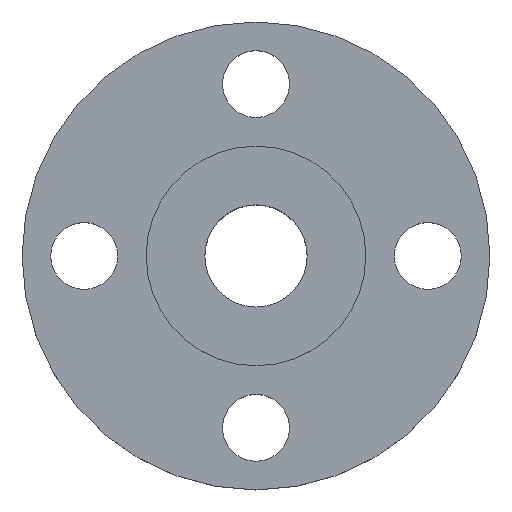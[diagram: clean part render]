
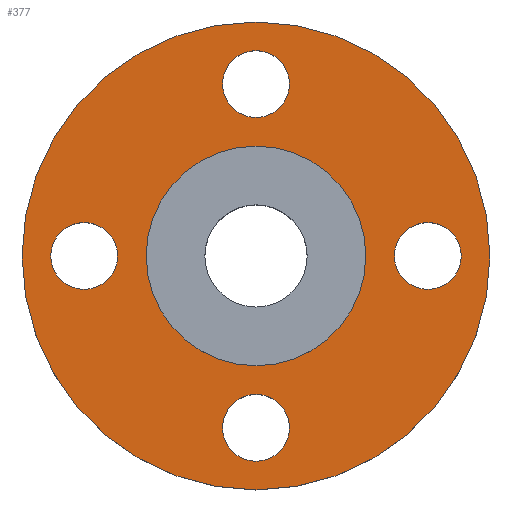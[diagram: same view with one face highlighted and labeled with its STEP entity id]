
A CAD part, top view. The second image highlights one B-rep face of the part: STEP entity #377.
In plain terms, the highlighted planar face has unit normal (0, 0, 1).
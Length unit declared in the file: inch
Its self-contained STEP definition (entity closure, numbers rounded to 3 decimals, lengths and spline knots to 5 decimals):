
#14 = CIRCLE ( 'NONE', #65, 1.4375 ) ;
#36 = CARTESIAN_POINT ( 'NONE',  ( 0., 0., -0.0625 ) ) ;
#53 = CARTESIAN_POINT ( 'NONE',  ( 0., 2.25, -0.0625 ) ) ;
#58 = CARTESIAN_POINT ( 'NONE',  ( -2.6875, 0., -0.0625 ) ) ;
#59 = DIRECTION ( 'NONE',  ( 0., 0., 1. ) ) ;
#60 = VERTEX_POINT ( 'NONE', #198 ) ;
#62 = DIRECTION ( 'NONE',  ( 0., 0., 1. ) ) ;
#65 = AXIS2_PLACEMENT_3D ( 'NONE', #762, #777, #644 ) ;
#66 = EDGE_CURVE ( 'NONE', #258, #815, #613, .T. ) ;
#70 = AXIS2_PLACEMENT_3D ( 'NONE', #566, #577, #772 ) ;
#74 = EDGE_CURVE ( 'NONE', #200, #60, #264, .T. ) ;
#76 = VERTEX_POINT ( 'NONE', #723 ) ;
#79 = DIRECTION ( 'NONE',  ( 0., 0., 1. ) ) ;
#81 = ORIENTED_EDGE ( 'NONE', *, *, #609, .F. ) ;
#88 = FACE_BOUND ( 'NONE', #560, .T. ) ;
#103 = EDGE_CURVE ( 'NONE', #484, #148, #224, .T. ) ;
#105 = CARTESIAN_POINT ( 'NONE',  ( 0., 1.4375, -0.0625 ) ) ;
#121 = DIRECTION ( 'NONE',  ( 0., 1., 0. ) ) ;
#146 = CARTESIAN_POINT ( 'NONE',  ( 2.25, 0., -0.0625 ) ) ;
#148 = VERTEX_POINT ( 'NONE', #280 ) ;
#161 = EDGE_LOOP ( 'NONE', ( #392, #612 ) ) ;
#171 = AXIS2_PLACEMENT_3D ( 'NONE', #53, #62, #510 ) ;
#172 = CIRCLE ( 'NONE', #70, 0.4375 ) ;
#178 = FACE_BOUND ( 'NONE', #515, .T. ) ;
#181 = ORIENTED_EDGE ( 'NONE', *, *, #74, .F. ) ;
#191 = DIRECTION ( 'NONE',  ( 0., 0., 1. ) ) ;
#198 = CARTESIAN_POINT ( 'NONE',  ( 0.4375, -2.25, -0.0625 ) ) ;
#200 = VERTEX_POINT ( 'NONE', #728 ) ;
#213 = DIRECTION ( 'NONE',  ( 0., 0., 1. ) ) ;
#220 = DIRECTION ( 'NONE',  ( 0., -1., 0. ) ) ;
#224 = CIRCLE ( 'NONE', #171, 0.4375 ) ;
#229 = EDGE_CURVE ( 'NONE', #815, #258, #483, .T. ) ;
#235 = DIRECTION ( 'NONE',  ( -1., 0., 0. ) ) ;
#238 = ORIENTED_EDGE ( 'NONE', *, *, #812, .F. ) ;
#253 = EDGE_CURVE ( 'NONE', #376, #781, #445, .T. ) ;
#257 = CARTESIAN_POINT ( 'NONE',  ( 3.0625, 0., -0.0625 ) ) ;
#258 = VERTEX_POINT ( 'NONE', #536 ) ;
#264 = CIRCLE ( 'NONE', #601, 0.4375 ) ;
#280 = CARTESIAN_POINT ( 'NONE',  ( 0.4375, 2.25, -0.0625 ) ) ;
#284 = CARTESIAN_POINT ( 'NONE',  ( 2.6875, 0., -0.0625 ) ) ;
#289 = CIRCLE ( 'NONE', #746, 3.0625 ) ;
#298 = FACE_BOUND ( 'NONE', #161, .T. ) ;
#300 = EDGE_LOOP ( 'NONE', ( #340, #305 ) ) ;
#305 = ORIENTED_EDGE ( 'NONE', *, *, #103, .F. ) ;
#326 = EDGE_CURVE ( 'NONE', #852, #76, #289, .T. ) ;
#334 = CARTESIAN_POINT ( 'NONE',  ( -2.25, 0., -0.0625 ) ) ;
#335 = CARTESIAN_POINT ( 'NONE',  ( 0., 2.25, -0.0625 ) ) ;
#339 = CARTESIAN_POINT ( 'NONE',  ( 0., 0., -0.0625 ) ) ;
#340 = ORIENTED_EDGE ( 'NONE', *, *, #561, .F. ) ;
#343 = CARTESIAN_POINT ( 'NONE',  ( 1.4375, 0., -0.0625 ) ) ;
#345 = AXIS2_PLACEMENT_3D ( 'NONE', #364, #630, #424 ) ;
#351 = FACE_OUTER_BOUND ( 'NONE', #740, .T. ) ;
#353 = ORIENTED_EDGE ( 'NONE', *, *, #326, .T. ) ;
#354 = DIRECTION ( 'NONE',  ( 0., 0., -1. ) ) ;
#359 = FACE_BOUND ( 'NONE', #300, .T. ) ;
#360 = AXIS2_PLACEMENT_3D ( 'NONE', #715, #191, #843 ) ;
#361 = EDGE_CURVE ( 'NONE', #60, #200, #802, .T. ) ;
#364 = CARTESIAN_POINT ( 'NONE',  ( 0., 0., -0.0625 ) ) ;
#376 = VERTEX_POINT ( 'NONE', #284 ) ;
#377 = ADVANCED_FACE ( 'NONE', ( #359, #489, #178, #298, #88, #351 ), #618, .F. ) ;
#392 = ORIENTED_EDGE ( 'NONE', *, *, #66, .F. ) ;
#408 = EDGE_CURVE ( 'NONE', #76, #852, #704, .T. ) ;
#412 = DIRECTION ( 'NONE',  ( 1., 0., 0. ) ) ;
#423 = ORIENTED_EDGE ( 'NONE', *, *, #447, .F. ) ;
#424 = DIRECTION ( 'NONE',  ( 1., 0., 0. ) ) ;
#430 = AXIS2_PLACEMENT_3D ( 'NONE', #334, #213, #602 ) ;
#445 = CIRCLE ( 'NONE', #790, 0.4375 ) ;
#447 = EDGE_CURVE ( 'NONE', #647, #567, #14, .T. ) ;
#456 = CARTESIAN_POINT ( 'NONE',  ( 0., -2.25, -0.0625 ) ) ;
#483 = CIRCLE ( 'NONE', #430, 0.4375 ) ;
#484 = VERTEX_POINT ( 'NONE', #847 ) ;
#488 = ORIENTED_EDGE ( 'NONE', *, *, #408, .T. ) ;
#489 = FACE_BOUND ( 'NONE', #592, .T. ) ;
#498 = DIRECTION ( 'NONE',  ( 0., 0., 1. ) ) ;
#510 = DIRECTION ( 'NONE',  ( 0., -1., 0. ) ) ;
#515 = EDGE_LOOP ( 'NONE', ( #711, #181 ) ) ;
#536 = CARTESIAN_POINT ( 'NONE',  ( -1.8125, 0., -0.0625 ) ) ;
#560 = EDGE_LOOP ( 'NONE', ( #423, #81 ) ) ;
#561 = EDGE_CURVE ( 'NONE', #148, #484, #760, .T. ) ;
#566 = CARTESIAN_POINT ( 'NONE',  ( 2.25, 0., -0.0625 ) ) ;
#567 = VERTEX_POINT ( 'NONE', #607 ) ;
#577 = DIRECTION ( 'NONE',  ( 0., 0., 1. ) ) ;
#585 = AXIS2_PLACEMENT_3D ( 'NONE', #105, #354, #235 ) ;
#592 = EDGE_LOOP ( 'NONE', ( #726, #238 ) ) ;
#601 = AXIS2_PLACEMENT_3D ( 'NONE', #456, #59, #121 ) ;
#602 = DIRECTION ( 'NONE',  ( 1., 0., 0. ) ) ;
#607 = CARTESIAN_POINT ( 'NONE',  ( -1.4375, 0., -0.0625 ) ) ;
#609 = EDGE_CURVE ( 'NONE', #567, #647, #789, .T. ) ;
#612 = ORIENTED_EDGE ( 'NONE', *, *, #229, .F. ) ;
#613 = CIRCLE ( 'NONE', #360, 0.4375 ) ;
#618 = PLANE ( 'NONE',  #585 ) ;
#623 = AXIS2_PLACEMENT_3D ( 'NONE', #339, #800, #412 ) ;
#630 = DIRECTION ( 'NONE',  ( 0., 0., 1. ) ) ;
#631 = CARTESIAN_POINT ( 'NONE',  ( 1.8125, 0., -0.0625 ) ) ;
#637 = AXIS2_PLACEMENT_3D ( 'NONE', #758, #498, #825 ) ;
#644 = DIRECTION ( 'NONE',  ( 1., 0., 0. ) ) ;
#647 = VERTEX_POINT ( 'NONE', #343 ) ;
#704 = CIRCLE ( 'NONE', #345, 3.0625 ) ;
#711 = ORIENTED_EDGE ( 'NONE', *, *, #361, .F. ) ;
#715 = CARTESIAN_POINT ( 'NONE',  ( -2.25, 0., -0.0625 ) ) ;
#720 = AXIS2_PLACEMENT_3D ( 'NONE', #335, #860, #220 ) ;
#723 = CARTESIAN_POINT ( 'NONE',  ( -3.0625, 0., -0.0625 ) ) ;
#726 = ORIENTED_EDGE ( 'NONE', *, *, #253, .F. ) ;
#728 = CARTESIAN_POINT ( 'NONE',  ( -0.4375, -2.25, -0.0625 ) ) ;
#732 = DIRECTION ( 'NONE',  ( -1., 0., 0. ) ) ;
#740 = EDGE_LOOP ( 'NONE', ( #353, #488 ) ) ;
#746 = AXIS2_PLACEMENT_3D ( 'NONE', #36, #816, #751 ) ;
#751 = DIRECTION ( 'NONE',  ( 1., 0., 0. ) ) ;
#758 = CARTESIAN_POINT ( 'NONE',  ( 0., -2.25, -0.0625 ) ) ;
#760 = CIRCLE ( 'NONE', #720, 0.4375 ) ;
#762 = CARTESIAN_POINT ( 'NONE',  ( 0., 0., -0.0625 ) ) ;
#772 = DIRECTION ( 'NONE',  ( -1., 0., 0. ) ) ;
#777 = DIRECTION ( 'NONE',  ( 0., 0., 1. ) ) ;
#781 = VERTEX_POINT ( 'NONE', #631 ) ;
#789 = CIRCLE ( 'NONE', #623, 1.4375 ) ;
#790 = AXIS2_PLACEMENT_3D ( 'NONE', #146, #79, #732 ) ;
#800 = DIRECTION ( 'NONE',  ( 0., 0., 1. ) ) ;
#802 = CIRCLE ( 'NONE', #637, 0.4375 ) ;
#812 = EDGE_CURVE ( 'NONE', #781, #376, #172, .T. ) ;
#815 = VERTEX_POINT ( 'NONE', #58 ) ;
#816 = DIRECTION ( 'NONE',  ( 0., 0., 1. ) ) ;
#825 = DIRECTION ( 'NONE',  ( 0., 1., 0. ) ) ;
#843 = DIRECTION ( 'NONE',  ( 1., 0., 0. ) ) ;
#847 = CARTESIAN_POINT ( 'NONE',  ( -0.4375, 2.25, -0.0625 ) ) ;
#852 = VERTEX_POINT ( 'NONE', #257 ) ;
#860 = DIRECTION ( 'NONE',  ( 0., 0., 1. ) ) ;
